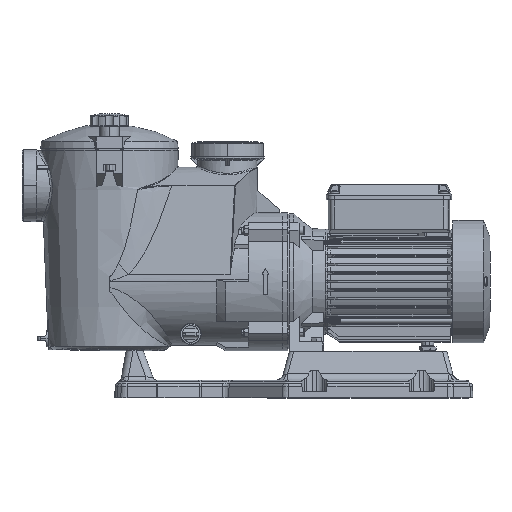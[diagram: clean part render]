
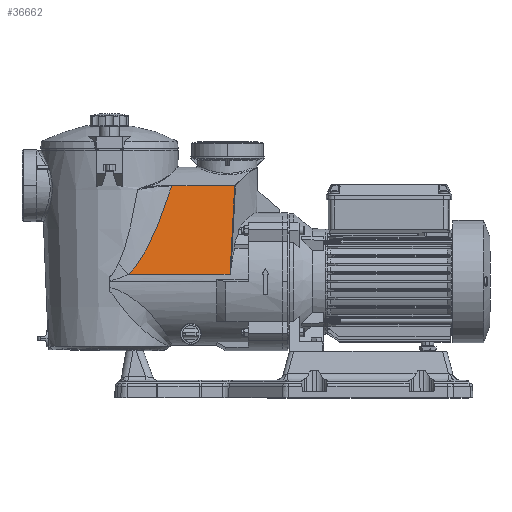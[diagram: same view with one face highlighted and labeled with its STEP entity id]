
A CAD part, top view. The second image highlights one B-rep face of the part: STEP entity #36662.
In plain terms, the highlighted planar face has unit normal (0, 0.112, 0.994).
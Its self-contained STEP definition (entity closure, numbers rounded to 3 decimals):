
#2152 = CARTESIAN_POINT ( 'NONE',  ( -59.953, 8.146, 72.544 ) ) ;
#3024 = LINE ( 'NONE', #50141, #27131 ) ;
#7266 = CARTESIAN_POINT ( 'NONE',  ( -173.398, 11.066, 72.216 ) ) ;
#10674 = CARTESIAN_POINT ( 'NONE',  ( -198., 8.146, 72.544 ) ) ;
#13800 = VERTEX_POINT ( 'NONE', #136458 ) ;
#18097 = CARTESIAN_POINT ( 'NONE',  ( -126.61, 109.442, 61.17 ) ) ;
#27131 = VECTOR ( 'NONE', #97164, 1000. ) ;
#31221 = CARTESIAN_POINT ( 'NONE',  ( -151.104, 45.288, 68.374 ) ) ;
#31992 = CARTESIAN_POINT ( 'NONE',  ( -126.875, 108.592, 61.266 ) ) ;
#32756 = CARTESIAN_POINT ( 'NONE',  ( -175.944, 8.549, 72.499 ) ) ;
#36662 = ADVANCED_FACE ( 'NONE', ( #58514 ), #104805, .F. ) ;
#38495 = EDGE_CURVE ( 'NONE', #13800, #97091, #125782, .T. ) ;
#38988 = ORIENTED_EDGE ( 'NONE', *, *, #121382, .F. ) ;
#42349 = VERTEX_POINT ( 'NONE', #149830 ) ;
#42438 = VECTOR ( 'NONE', #77617, 1000. ) ;
#42796 = CARTESIAN_POINT ( 'NONE',  ( -159.007, 30.667, 70.015 ) ) ;
#43562 = CARTESIAN_POINT ( 'NONE',  ( -127.32, 107.18, 61.424 ) ) ;
#44335 = CARTESIAN_POINT ( 'NONE',  ( -162.769, 24.631, 70.693 ) ) ;
#46927 = DIRECTION ( 'NONE',  ( 0., 0.994, -0.112 ) ) ;
#50141 = CARTESIAN_POINT ( 'NONE',  ( -198., 109.442, 61.17 ) ) ;
#53196 = B_SPLINE_CURVE_WITH_KNOTS ( 'NONE', 3,
 ( #55143, #32756, #136972, #7266, #123843, #126153, #90602, #44335, #42796, #102193, #31221, #79801, #126921, #54380, #101432, #88316, #125385, #43562, #31992, #55914, #18097 ),
 .UNSPECIFIED., .F., .F.,
 ( 4, 1, 1, 1, 1, 1, 1, 1, 1, 1, 1, 1, 1, 1, 1, 1, 1, 1, 4 ),
 ( 0., 0.014, 0.029, 0.058, 0.088, 0.118, 0.179, 0.24, 0.302, 0.364, 0.49, 0.617, 0.744, 0.872, 0.936, 0.96, 0.984, 0.992, 1. ),
 .UNSPECIFIED. ) ;
#54380 = CARTESIAN_POINT ( 'NONE',  ( -135.594, 82.476, 64.198 ) ) ;
#55143 = CARTESIAN_POINT ( 'NONE',  ( -176.38, 8.146, 72.544 ) ) ;
#55465 = LINE ( 'NONE', #67039, #112233 ) ;
#55914 = CARTESIAN_POINT ( 'NONE',  ( -126.698, 109.16, 61.202 ) ) ;
#58514 = FACE_OUTER_BOUND ( 'NONE', #66427, .T. ) ;
#66427 = EDGE_LOOP ( 'NONE', ( #38988, #141832, #104538, #93316 ) ) ;
#67039 = CARTESIAN_POINT ( 'NONE',  ( -297., 8.146, 72.544 ) ) ;
#67110 = CARTESIAN_POINT ( 'NONE',  ( -54.649, 109.442, 61.17 ) ) ;
#69338 = DIRECTION ( 'NONE',  ( 0., -0.112, -0.994 ) ) ;
#69942 = CARTESIAN_POINT ( 'NONE',  ( -126.61, 109.442, 61.17 ) ) ;
#70900 = EDGE_CURVE ( 'NONE', #122181, #13800, #3024, .T. ) ;
#77055 = DIRECTION ( 'NONE',  ( -1., 0., 0. ) ) ;
#77617 = DIRECTION ( 'NONE',  ( -0.052, -0.992, 0.111 ) ) ;
#79801 = CARTESIAN_POINT ( 'NONE',  ( -146.079, 56.047, 67.166 ) ) ;
#88316 = CARTESIAN_POINT ( 'NONE',  ( -129.214, 101.253, 62.09 ) ) ;
#90602 = CARTESIAN_POINT ( 'NONE',  ( -166.174, 19.753, 71.241 ) ) ;
#93316 = ORIENTED_EDGE ( 'NONE', *, *, #99079, .F. ) ;
#97091 = VERTEX_POINT ( 'NONE', #2152 ) ;
#97164 = DIRECTION ( 'NONE',  ( 1., 0., 0. ) ) ;
#99079 = EDGE_CURVE ( 'NONE', #42349, #122181, #53196, .T. ) ;
#101432 = CARTESIAN_POINT ( 'NONE',  ( -131.709, 93.665, 62.942 ) ) ;
#102193 = CARTESIAN_POINT ( 'NONE',  ( -155.501, 36.856, 69.32 ) ) ;
#103816 = AXIS2_PLACEMENT_3D ( 'NONE', #10674, #69338, #46927 ) ;
#104538 = ORIENTED_EDGE ( 'NONE', *, *, #70900, .F. ) ;
#104805 = PLANE ( 'NONE',  #103816 ) ;
#112233 = VECTOR ( 'NONE', #77055, 1000. ) ;
#121382 = EDGE_CURVE ( 'NONE', #97091, #42349, #55465, .T. ) ;
#122181 = VERTEX_POINT ( 'NONE', #69942 ) ;
#123843 = CARTESIAN_POINT ( 'NONE',  ( -171.384, 13.261, 71.97 ) ) ;
#125385 = CARTESIAN_POINT ( 'NONE',  ( -127.945, 105.21, 61.645 ) ) ;
#125782 = LINE ( 'NONE', #67110, #42438 ) ;
#126153 = CARTESIAN_POINT ( 'NONE',  ( -169.095, 15.987, 71.664 ) ) ;
#126921 = CARTESIAN_POINT ( 'NONE',  ( -140.617, 69.173, 65.692 ) ) ;
#136458 = CARTESIAN_POINT ( 'NONE',  ( -54.649, 109.442, 61.17 ) ) ;
#136972 = CARTESIAN_POINT ( 'NONE',  ( -175.076, 9.374, 72.406 ) ) ;
#141832 = ORIENTED_EDGE ( 'NONE', *, *, #38495, .F. ) ;
#149830 = CARTESIAN_POINT ( 'NONE',  ( -176.38, 8.146, 72.544 ) ) ;
